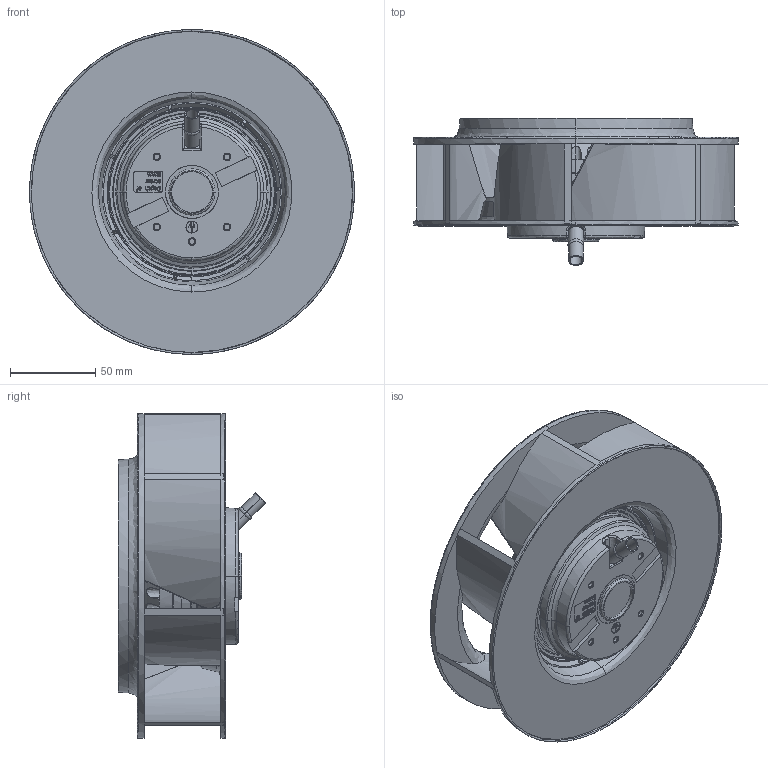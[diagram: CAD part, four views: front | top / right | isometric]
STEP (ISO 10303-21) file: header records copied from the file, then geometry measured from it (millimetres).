
FILE_DESCRIPTION (( 'STEP AP203' ), '1' );
FILE_NAME ('OAB190_m2.stp', '2022-06-14T15:04:42', ( '' ), ( '' ), 'SwSTEP 2.0', 'SolidWorks 2018', '' );
FILE_SCHEMA (( 'CONFIG_CONTROL_DESIGN' ));
Length unit declared in the file: millimetre
Products named in the file (1): OAB190_m2
Bounding box: 189.96 x 86.09 x 190 mm (x, y, z)
Volume: 441421.9 mm3; surface area: 175696.5 mm2
Topology: 1 solids, 1 shells, 805 faces, 2161 edges, 1416 vertices
Faces by surface type: bspline 466, plane 328, torus 11
Entity records: 42143 total; most frequent: CARTESIAN_POINT 26832, ORIENTED_EDGE 4322, EDGE_CURVE 2161, DIRECTION 1430, VERTEX_POINT 1416, B_SPLINE_CURVE_WITH_KNOTS 1229, EDGE_LOOP 877, ADVANCED_FACE 805
